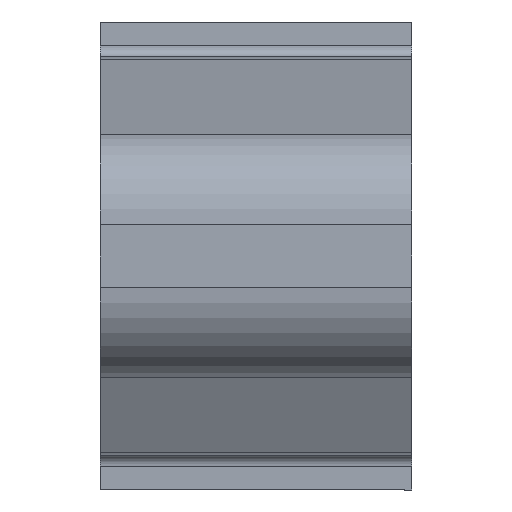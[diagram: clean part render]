
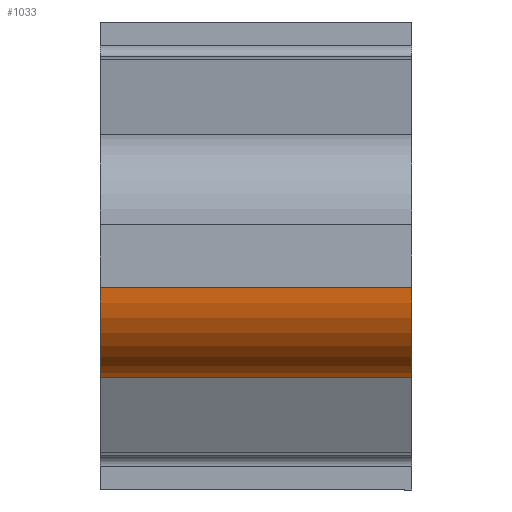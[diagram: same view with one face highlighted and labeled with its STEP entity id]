
A CAD part, left-side view. The second image highlights one B-rep face of the part: STEP entity #1033.
In plain terms, the highlighted cylindrical face has radius 5.857 mm (diameter 11.714 mm), a partial arc.
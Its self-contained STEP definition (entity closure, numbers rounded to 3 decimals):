
#6 = EDGE_CURVE ( 'NONE', #2389, #2549, #2311, .T. ) ;
#61 = ORIENTED_EDGE ( 'NONE', *, *, #239, .F. ) ;
#139 = AXIS2_PLACEMENT_3D ( 'NONE', #980, #2268, #602 ) ;
#239 = EDGE_CURVE ( 'NONE', #2389, #860, #339, .T. ) ;
#246 = VERTEX_POINT ( 'NONE', #2174 ) ;
#339 = CIRCLE ( 'NONE', #515, 5.857 ) ;
#361 = DIRECTION ( 'NONE',  ( -1., 0., 0. ) ) ;
#445 = AXIS2_PLACEMENT_3D ( 'NONE', #2685, #1224, #361 ) ;
#510 = DIRECTION ( 'NONE',  ( 1., 0., 0. ) ) ;
#515 = AXIS2_PLACEMENT_3D ( 'NONE', #1608, #2443, #510 ) ;
#529 = EDGE_LOOP ( 'NONE', ( #2145, #1417, #61, #2091 ) ) ;
#539 = CIRCLE ( 'NONE', #445, 5.857 ) ;
#602 = DIRECTION ( 'NONE',  ( 1., 0., 0. ) ) ;
#791 = EDGE_CURVE ( 'NONE', #860, #246, #2124, .T. ) ;
#844 = CARTESIAN_POINT ( 'NONE',  ( -39.397, -2., 10. ) ) ;
#860 = VERTEX_POINT ( 'NONE', #1798 ) ;
#869 = CARTESIAN_POINT ( 'NONE',  ( -39.397, -2., 10. ) ) ;
#965 = VECTOR ( 'NONE', #1111, 1000. ) ;
#980 = CARTESIAN_POINT ( 'NONE',  ( -33.54, -2., 10. ) ) ;
#1001 = FACE_OUTER_BOUND ( 'NONE', #529, .T. ) ;
#1033 = ADVANCED_FACE ( 'NONE', ( #1001 ), #1234, .T. ) ;
#1074 = VECTOR ( 'NONE', #1081, 1000. ) ;
#1081 = DIRECTION ( 'NONE',  ( 0., 0., -1. ) ) ;
#1111 = DIRECTION ( 'NONE',  ( 0., 0., -1. ) ) ;
#1224 = DIRECTION ( 'NONE',  ( 0., 0., 1. ) ) ;
#1234 = CYLINDRICAL_SURFACE ( 'NONE', #139, 5.857 ) ;
#1352 = CARTESIAN_POINT ( 'NONE',  ( -39.397, -2., -10. ) ) ;
#1417 = ORIENTED_EDGE ( 'NONE', *, *, #791, .F. ) ;
#1608 = CARTESIAN_POINT ( 'NONE',  ( -33.54, -2., 10. ) ) ;
#1715 = CARTESIAN_POINT ( 'NONE',  ( -34.555, -7.768, 10. ) ) ;
#1798 = CARTESIAN_POINT ( 'NONE',  ( -34.555, -7.768, 10. ) ) ;
#2091 = ORIENTED_EDGE ( 'NONE', *, *, #6, .T. ) ;
#2124 = LINE ( 'NONE', #1715, #965 ) ;
#2145 = ORIENTED_EDGE ( 'NONE', *, *, #2698, .T. ) ;
#2174 = CARTESIAN_POINT ( 'NONE',  ( -34.555, -7.768, -10. ) ) ;
#2268 = DIRECTION ( 'NONE',  ( 0., 0., 1. ) ) ;
#2311 = LINE ( 'NONE', #869, #1074 ) ;
#2389 = VERTEX_POINT ( 'NONE', #844 ) ;
#2443 = DIRECTION ( 'NONE',  ( 0., 0., 1. ) ) ;
#2549 = VERTEX_POINT ( 'NONE', #1352 ) ;
#2685 = CARTESIAN_POINT ( 'NONE',  ( -33.54, -2., -10. ) ) ;
#2698 = EDGE_CURVE ( 'NONE', #2549, #246, #539, .T. ) ;
